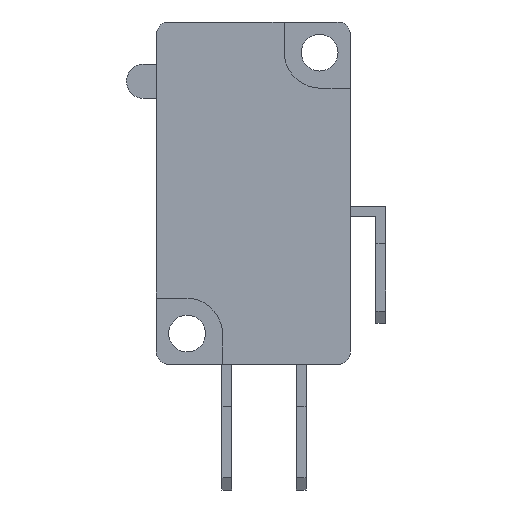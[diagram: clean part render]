
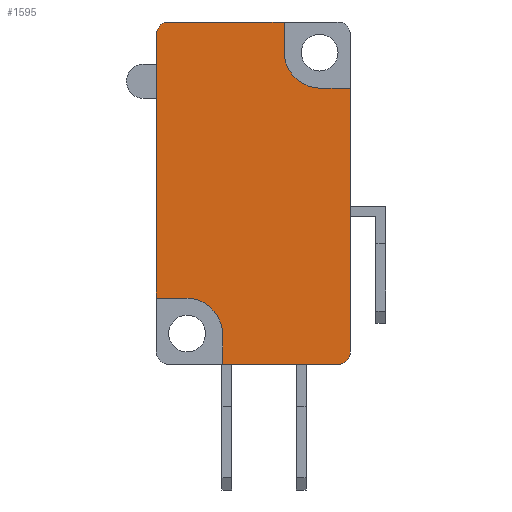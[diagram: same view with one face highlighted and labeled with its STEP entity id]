
A CAD part, left-side view. The second image highlights one B-rep face of the part: STEP entity #1595.
In plain terms, the highlighted planar face has unit normal (-1, 0, 0).
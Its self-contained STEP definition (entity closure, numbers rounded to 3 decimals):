
#81=PLANE('',#1768);
#152=FACE_OUTER_BOUND('',#241,.T.);
#241=EDGE_LOOP('',(#1171,#1172,#1173,#1174,#1175,#1176,#1177,#1178,#1179,
#1180,#1181,#1182));
#334=LINE('',#2368,#519);
#338=LINE('',#2381,#523);
#341=LINE('',#2387,#526);
#345=LINE('',#2398,#530);
#347=LINE('',#2406,#532);
#352=LINE('',#2420,#537);
#357=LINE('',#2435,#542);
#358=LINE('',#2436,#543);
#519=VECTOR('',#1901,10.);
#523=VECTOR('',#1913,10.);
#526=VECTOR('',#1918,10.);
#530=VECTOR('',#1930,10.);
#532=VECTOR('',#1938,10.);
#537=VECTOR('',#1951,10.);
#542=VECTOR('',#1966,10.);
#543=VECTOR('',#1967,10.);
#699=CIRCLE('',#1747,1.);
#702=CIRCLE('',#1755,3.);
#705=CIRCLE('',#1762,3.);
#709=CIRCLE('',#1769,1.);
#740=VERTEX_POINT('',#2354);
#741=VERTEX_POINT('',#2356);
#745=VERTEX_POINT('',#2366);
#749=VERTEX_POINT('',#2378);
#750=VERTEX_POINT('',#2380);
#752=VERTEX_POINT('',#2386);
#754=VERTEX_POINT('',#2392);
#757=VERTEX_POINT('',#2404);
#758=VERTEX_POINT('',#2405);
#761=VERTEX_POINT('',#2413);
#763=VERTEX_POINT('',#2419);
#768=VERTEX_POINT('',#2433);
#890=EDGE_CURVE('',#740,#741,#699,.T.);
#896=EDGE_CURVE('',#740,#745,#334,.T.);
#902=EDGE_CURVE('',#750,#749,#338,.T.);
#905=EDGE_CURVE('',#752,#750,#341,.T.);
#908=EDGE_CURVE('',#754,#752,#702,.T.);
#911=EDGE_CURVE('',#745,#754,#345,.T.);
#914=EDGE_CURVE('',#757,#758,#347,.T.);
#918=EDGE_CURVE('',#761,#757,#705,.T.);
#921=EDGE_CURVE('',#763,#761,#352,.T.);
#928=EDGE_CURVE('',#768,#749,#709,.T.);
#929=EDGE_CURVE('',#768,#763,#357,.T.);
#930=EDGE_CURVE('',#758,#741,#358,.T.);
#1171=ORIENTED_EDGE('',*,*,#890,.F.);
#1172=ORIENTED_EDGE('',*,*,#896,.T.);
#1173=ORIENTED_EDGE('',*,*,#911,.T.);
#1174=ORIENTED_EDGE('',*,*,#908,.T.);
#1175=ORIENTED_EDGE('',*,*,#905,.T.);
#1176=ORIENTED_EDGE('',*,*,#902,.T.);
#1177=ORIENTED_EDGE('',*,*,#928,.F.);
#1178=ORIENTED_EDGE('',*,*,#929,.T.);
#1179=ORIENTED_EDGE('',*,*,#921,.T.);
#1180=ORIENTED_EDGE('',*,*,#918,.T.);
#1181=ORIENTED_EDGE('',*,*,#914,.T.);
#1182=ORIENTED_EDGE('',*,*,#930,.T.);
#1595=ADVANCED_FACE('',(#152),#81,.T.);
#1747=AXIS2_PLACEMENT_3D('',#2357,#1892,#1893);
#1755=AXIS2_PLACEMENT_3D('',#2393,#1923,#1924);
#1762=AXIS2_PLACEMENT_3D('',#2414,#1944,#1945);
#1768=AXIS2_PLACEMENT_3D('',#2432,#1962,#1963);
#1769=AXIS2_PLACEMENT_3D('',#2434,#1964,#1965);
#1892=DIRECTION('center_axis',(1.,0.,0.));
#1893=DIRECTION('ref_axis',(0.,0.707,0.707));
#1901=DIRECTION('',(0.,0.,-1.));
#1913=DIRECTION('',(0.,-1.,0.));
#1918=DIRECTION('',(0.,0.,-1.));
#1923=DIRECTION('center_axis',(1.,0.,0.));
#1924=DIRECTION('ref_axis',(0.,0.,1.));
#1930=DIRECTION('',(0.,-1.,0.));
#1938=DIRECTION('',(0.,0.,1.));
#1944=DIRECTION('center_axis',(1.,0.,0.));
#1945=DIRECTION('ref_axis',(0.,0.,-1.));
#1951=DIRECTION('',(0.,1.,0.));
#1962=DIRECTION('center_axis',(-1.,0.,0.));
#1963=DIRECTION('ref_axis',(0.,0.,1.));
#1964=DIRECTION('center_axis',(1.,0.,0.));
#1965=DIRECTION('ref_axis',(0.,-0.707,-0.707));
#1966=DIRECTION('',(0.,0.,1.));
#1967=DIRECTION('',(0.,1.,0.));
#2354=CARTESIAN_POINT('',(-4.9,7.9,12.95));
#2356=CARTESIAN_POINT('',(-4.9,6.9,13.95));
#2357=CARTESIAN_POINT('Origin',(-4.9,6.9,12.95));
#2366=CARTESIAN_POINT('',(-4.9,7.9,-8.55));
#2368=CARTESIAN_POINT('',(-4.9,7.9,13.95));
#2378=CARTESIAN_POINT('',(-4.9,-6.9,-13.95));
#2380=CARTESIAN_POINT('',(-4.9,2.5,-13.95));
#2381=CARTESIAN_POINT('',(-4.9,7.9,-13.95));
#2386=CARTESIAN_POINT('',(-4.9,2.5,-11.55));
#2387=CARTESIAN_POINT('',(-4.9,2.5,-5.775));
#2392=CARTESIAN_POINT('',(-4.9,5.5,-8.55));
#2393=CARTESIAN_POINT('Origin',(-4.9,5.5,-11.55));
#2398=CARTESIAN_POINT('',(-4.9,3.95,-8.55));
#2404=CARTESIAN_POINT('',(-4.9,-2.5,11.55));
#2405=CARTESIAN_POINT('',(-4.9,-2.5,13.95));
#2406=CARTESIAN_POINT('',(-4.9,-2.5,5.775));
#2413=CARTESIAN_POINT('',(-4.9,-5.5,8.55));
#2414=CARTESIAN_POINT('Origin',(-4.9,-5.5,11.55));
#2419=CARTESIAN_POINT('',(-4.9,-7.9,8.55));
#2420=CARTESIAN_POINT('',(-4.9,-3.95,8.55));
#2432=CARTESIAN_POINT('Origin',(-4.9,0.,0.));
#2433=CARTESIAN_POINT('',(-4.9,-7.9,-12.95));
#2434=CARTESIAN_POINT('Origin',(-4.9,-6.9,-12.95));
#2435=CARTESIAN_POINT('',(-4.9,-7.9,-13.95));
#2436=CARTESIAN_POINT('',(-4.9,-7.9,13.95));
